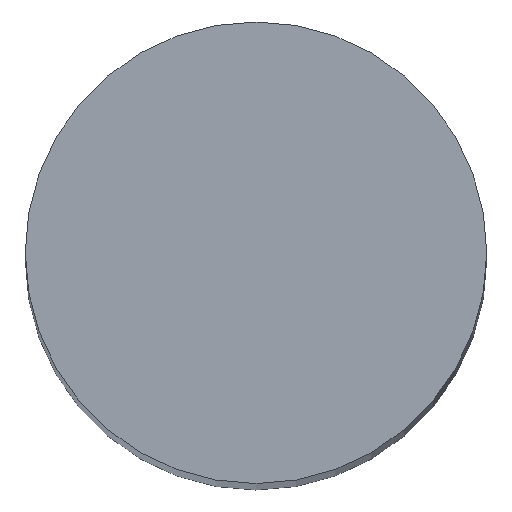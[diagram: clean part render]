
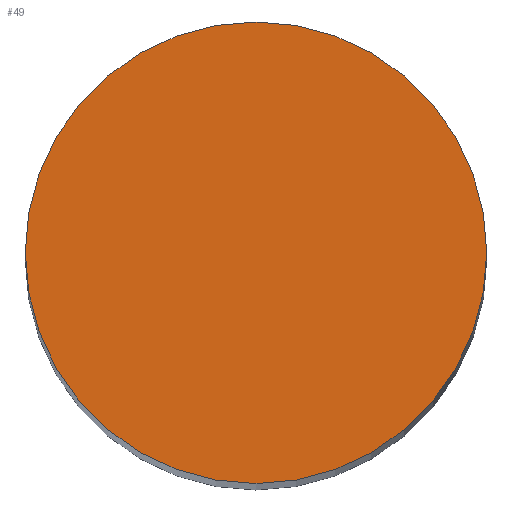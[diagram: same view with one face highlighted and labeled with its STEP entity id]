
A CAD part, top view. The second image highlights one B-rep face of the part: STEP entity #49.
In plain terms, the highlighted planar face has unit normal (0, 0, 1).
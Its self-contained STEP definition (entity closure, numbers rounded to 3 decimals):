
#49=ADVANCED_FACE('240[2]',(#116),#117,.T.);
#58=EDGE_CURVE('240[2]',#128,#128,#129,.T.);
#116=FACE_OUTER_BOUND('',#263,.T.);
#117=PLANE('',#264);
#128=VERTEX_POINT('',#344);
#129=CIRCLE('',#345,14.);
#263=EDGE_LOOP('',(#413));
#264=AXIS2_PLACEMENT_3D('',#414,#415,#416);
#344=CARTESIAN_POINT('',(0.,14.,245.));
#345=AXIS2_PLACEMENT_3D('',#425,#426,#427);
#413=ORIENTED_EDGE('',*,*,#58,.T.);
#414=CARTESIAN_POINT('',(0.,7.,245.));
#415=DIRECTION('',(0.,0.,1.0));
#416=DIRECTION('',(1.0,0.,0.0));
#425=CARTESIAN_POINT('',(0.,0.,245.));
#426=DIRECTION('',(0.,0.,1.0));
#427=DIRECTION('',(0.,1.0,0.));
